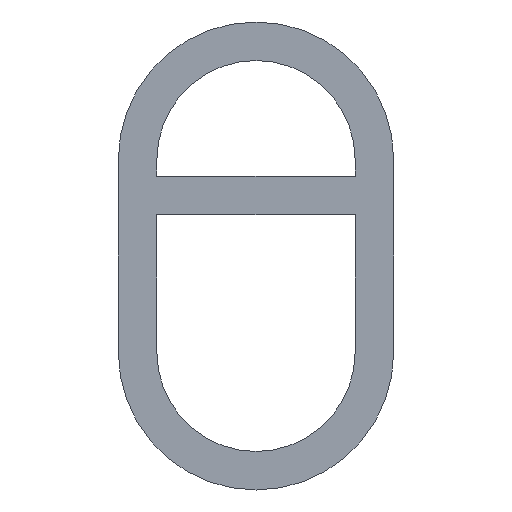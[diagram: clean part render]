
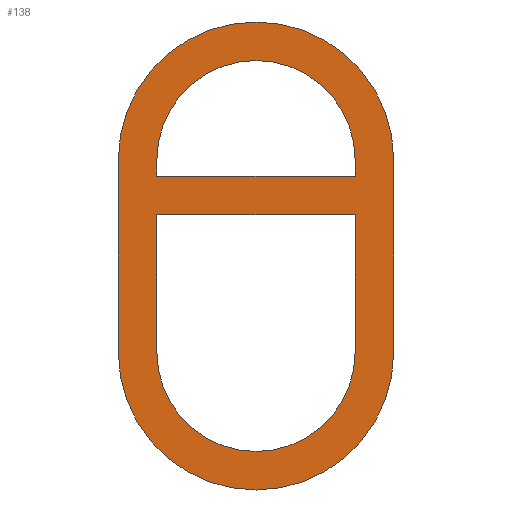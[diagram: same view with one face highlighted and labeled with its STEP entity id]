
A CAD part, front view. The second image highlights one B-rep face of the part: STEP entity #138.
In plain terms, the highlighted planar face has unit normal (0, -1, 0).
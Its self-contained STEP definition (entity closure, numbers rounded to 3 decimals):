
#34=AXIS2_PLACEMENT_3D('Plane Axis2P3D',#31,#32,#33) ;
#38=AXIS2_PLACEMENT_3D('Circle Axis2P3D',#36,#37,$) ;
#54=AXIS2_PLACEMENT_3D('Circle Axis2P3D',#52,#53,$) ;
#72=AXIS2_PLACEMENT_3D('Circle Axis2P3D',#70,#71,$) ;
#122=AXIS2_PLACEMENT_3D('Circle Axis2P3D',#120,#121,$) ;
#31=CARTESIAN_POINT('Axis2P3D Location',(2.5,0.,5.7)) ;
#36=CARTESIAN_POINT('Axis2P3D Location',(2.5,0.,2.5)) ;
#40=CARTESIAN_POINT('Vertex',(5.,0.,2.5)) ;
#42=CARTESIAN_POINT('Vertex',(0.,0.,2.5)) ;
#45=CARTESIAN_POINT('Line Origine',(5.,0.,4.25)) ;
#49=CARTESIAN_POINT('Vertex',(5.,0.,6.)) ;
#52=CARTESIAN_POINT('Axis2P3D Location',(2.5,0.,6.)) ;
#56=CARTESIAN_POINT('Vertex',(0.,0.,6.)) ;
#59=CARTESIAN_POINT('Line Origine',(0.,0.,4.25)) ;
#70=CARTESIAN_POINT('Axis2P3D Location',(2.5,0.,6.)) ;
#74=CARTESIAN_POINT('Vertex',(4.3,0.,6.)) ;
#76=CARTESIAN_POINT('Vertex',(0.7,0.,6.)) ;
#79=CARTESIAN_POINT('Line Origine',(4.3,0.,5.85)) ;
#83=CARTESIAN_POINT('Vertex',(4.3,0.,5.7)) ;
#86=CARTESIAN_POINT('Line Origine',(2.5,0.,5.7)) ;
#90=CARTESIAN_POINT('Vertex',(0.7,0.,5.7)) ;
#93=CARTESIAN_POINT('Line Origine',(0.7,0.,5.85)) ;
#104=CARTESIAN_POINT('Line Origine',(2.5,0.,5.)) ;
#108=CARTESIAN_POINT('Vertex',(0.7,0.,5.)) ;
#110=CARTESIAN_POINT('Vertex',(4.3,0.,5.)) ;
#113=CARTESIAN_POINT('Line Origine',(4.3,0.,3.75)) ;
#117=CARTESIAN_POINT('Vertex',(4.3,0.,2.5)) ;
#120=CARTESIAN_POINT('Axis2P3D Location',(2.5,0.,2.5)) ;
#124=CARTESIAN_POINT('Vertex',(0.7,0.,2.5)) ;
#127=CARTESIAN_POINT('Line Origine',(0.7,0.,3.75)) ;
#32=DIRECTION('Axis2P3D Direction',(0.,1.,0.)) ;
#33=DIRECTION('Axis2P3D XDirection',(-1.,0.,0.)) ;
#37=DIRECTION('Axis2P3D Direction',(0.,1.,0.)) ;
#46=DIRECTION('Vector Direction',(0.,0.,1.)) ;
#53=DIRECTION('Axis2P3D Direction',(0.,1.,0.)) ;
#60=DIRECTION('Vector Direction',(0.,0.,1.)) ;
#71=DIRECTION('Axis2P3D Direction',(0.,1.,0.)) ;
#80=DIRECTION('Vector Direction',(0.,0.,-1.)) ;
#87=DIRECTION('Vector Direction',(1.,0.,0.)) ;
#94=DIRECTION('Vector Direction',(0.,0.,1.)) ;
#105=DIRECTION('Vector Direction',(-1.,0.,0.)) ;
#114=DIRECTION('Vector Direction',(0.,0.,-1.)) ;
#121=DIRECTION('Axis2P3D Direction',(0.,1.,0.)) ;
#128=DIRECTION('Vector Direction',(0.,0.,-1.)) ;
#47=VECTOR('Line Direction',#46,1.) ;
#61=VECTOR('Line Direction',#60,1.) ;
#81=VECTOR('Line Direction',#80,1.) ;
#88=VECTOR('Line Direction',#87,1.) ;
#95=VECTOR('Line Direction',#94,1.) ;
#106=VECTOR('Line Direction',#105,1.) ;
#115=VECTOR('Line Direction',#114,1.) ;
#129=VECTOR('Line Direction',#128,1.) ;
#65=ORIENTED_EDGE('',*,*,#44,.F.) ;
#66=ORIENTED_EDGE('',*,*,#51,.F.) ;
#67=ORIENTED_EDGE('',*,*,#58,.F.) ;
#68=ORIENTED_EDGE('',*,*,#63,.F.) ;
#99=ORIENTED_EDGE('',*,*,#78,.F.) ;
#100=ORIENTED_EDGE('',*,*,#85,.F.) ;
#101=ORIENTED_EDGE('',*,*,#92,.F.) ;
#102=ORIENTED_EDGE('',*,*,#97,.F.) ;
#133=ORIENTED_EDGE('',*,*,#112,.T.) ;
#134=ORIENTED_EDGE('',*,*,#119,.T.) ;
#135=ORIENTED_EDGE('',*,*,#126,.T.) ;
#136=ORIENTED_EDGE('',*,*,#131,.T.) ;
#103=FACE_BOUND('',#98,.T.) ;
#137=FACE_BOUND('',#132,.T.) ;
#138=ADVANCED_FACE('S3D-Kopie',(#69,#103,#137),#35,.F.) ;
#39=CIRCLE('generated circle',#38,2.5) ;
#55=CIRCLE('generated circle',#54,2.5) ;
#73=CIRCLE('generated circle',#72,1.8) ;
#123=CIRCLE('generated circle',#122,1.8) ;
#44=EDGE_CURVE('',#41,#43,#39,.T.) ;
#51=EDGE_CURVE('',#50,#41,#48,.F.) ;
#58=EDGE_CURVE('',#57,#50,#55,.T.) ;
#63=EDGE_CURVE('',#43,#57,#62,.T.) ;
#78=EDGE_CURVE('',#75,#77,#73,.F.) ;
#85=EDGE_CURVE('',#84,#75,#82,.F.) ;
#92=EDGE_CURVE('',#91,#84,#89,.T.) ;
#97=EDGE_CURVE('',#77,#91,#96,.F.) ;
#112=EDGE_CURVE('',#109,#111,#107,.F.) ;
#119=EDGE_CURVE('',#111,#118,#116,.T.) ;
#126=EDGE_CURVE('',#118,#125,#123,.T.) ;
#131=EDGE_CURVE('',#125,#109,#130,.F.) ;
#64=EDGE_LOOP('',(#65,#66,#67,#68)) ;
#98=EDGE_LOOP('',(#99,#100,#101,#102)) ;
#132=EDGE_LOOP('',(#133,#134,#135,#136)) ;
#69=FACE_OUTER_BOUND('',#64,.T.) ;
#48=LINE('Line',#45,#47) ;
#62=LINE('Line',#59,#61) ;
#82=LINE('Line',#79,#81) ;
#89=LINE('Line',#86,#88) ;
#96=LINE('Line',#93,#95) ;
#107=LINE('Line',#104,#106) ;
#116=LINE('Line',#113,#115) ;
#130=LINE('Line',#127,#129) ;
#35=PLANE('',#34) ;
#41=VERTEX_POINT('',#40) ;
#43=VERTEX_POINT('',#42) ;
#50=VERTEX_POINT('',#49) ;
#57=VERTEX_POINT('',#56) ;
#75=VERTEX_POINT('',#74) ;
#77=VERTEX_POINT('',#76) ;
#84=VERTEX_POINT('',#83) ;
#91=VERTEX_POINT('',#90) ;
#109=VERTEX_POINT('',#108) ;
#111=VERTEX_POINT('',#110) ;
#118=VERTEX_POINT('',#117) ;
#125=VERTEX_POINT('',#124) ;
